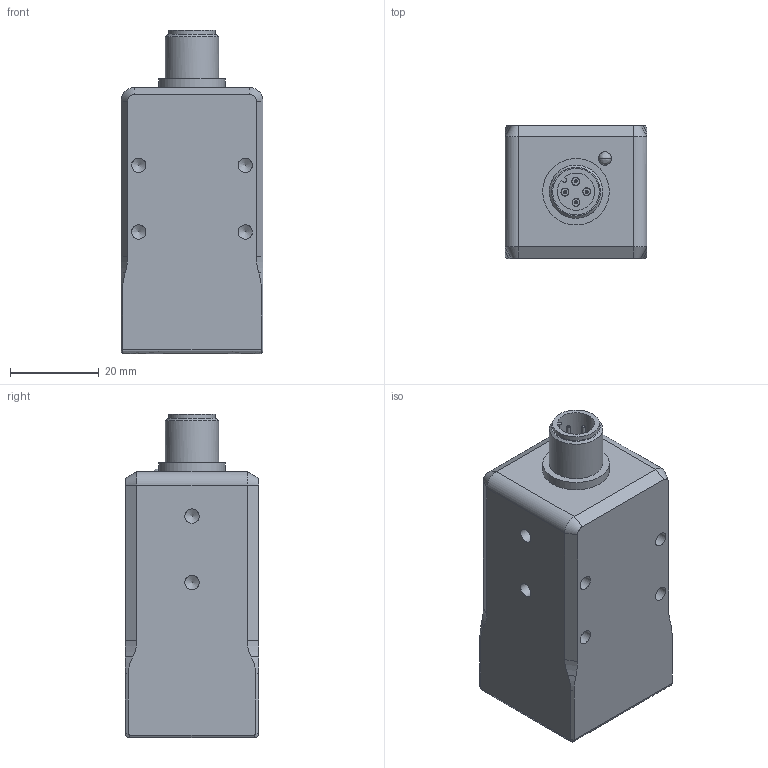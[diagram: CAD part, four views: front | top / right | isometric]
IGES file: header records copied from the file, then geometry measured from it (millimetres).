
Global section: file name: BEK-P-GXT-IBS; native system: Autodesk Inventor 2019; preprocessor: unknown; author: S. Sandt; organization: di-soric GmbH & Co. KG; date: 20190711.130124; units: millimetre
Bounding box: 32 x 30 x 73 mm (x, y, z)
Volume: 56608.2 mm3; surface area: 12501.6 mm2
Topology: 5 solids, 7 shells, 145 faces, 355 edges, 242 vertices
Faces by surface type: bspline 145
